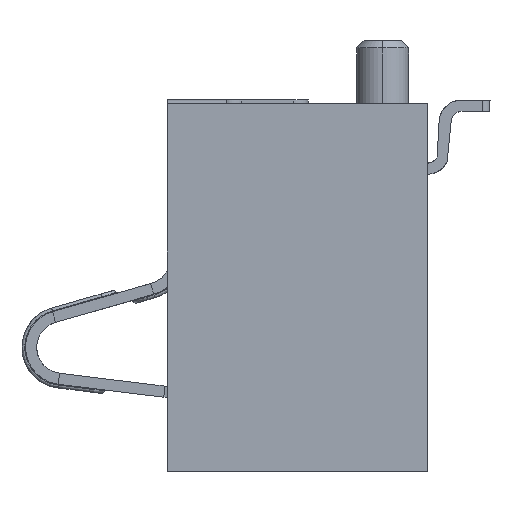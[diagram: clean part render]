
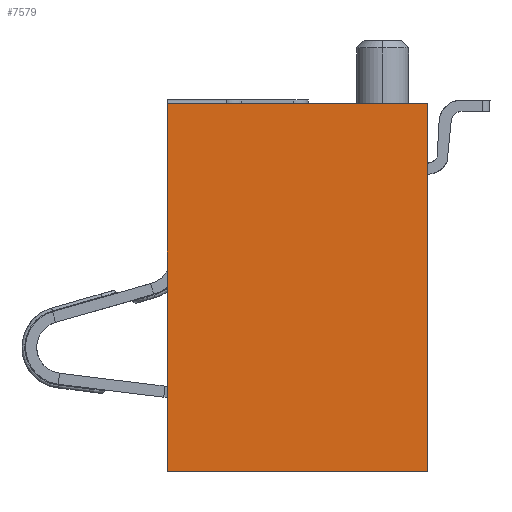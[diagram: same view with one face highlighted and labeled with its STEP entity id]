
A CAD part, left-side view. The second image highlights one B-rep face of the part: STEP entity #7579.
In plain terms, the highlighted free-form (B-spline) face has degree [1, 1] with [2, 2] control points.
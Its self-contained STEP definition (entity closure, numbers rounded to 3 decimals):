
#7579 = ADVANCED_FACE('',(#7580),#7594,.T.);
#7580 = FACE_BOUND('',#7581,.T.);
#7581 = EDGE_LOOP('',(#7582,#7604,#7619,#7634));
#7582 = ORIENTED_EDGE('',*,*,#7583,.T.);
#7583 = EDGE_CURVE('',#7584,#7586,#7588,.T.);
#7584 = VERTEX_POINT('',#7585);
#7585 = CARTESIAN_POINT('',(-4.5,43.619,-44.424));
#7586 = VERTEX_POINT('',#7587);
#7587 = CARTESIAN_POINT('',(-4.5,47.119,-44.424));
#7588 = SURFACE_CURVE('',#7589,(#7593),.PCURVE_S1.);
#7589 = LINE('',#7590,#7591);
#7590 = CARTESIAN_POINT('',(-4.5,43.619,-44.424));
#7591 = VECTOR('',#7592,1.);
#7592 = DIRECTION('',(0.,1.,0.));
#7593 = PCURVE('',#7594,#7599);
#7594 = B_SPLINE_SURFACE_WITH_KNOTS('',1,1,(
    (#7595,#7596)
    ,(#7597,#7598
    )),.UNSPECIFIED.,.F.,.F.,.F.,(2,2),(2,2),(0.,1.),(0.,1.),
  .PIECEWISE_BEZIER_KNOTS.);
#7595 = CARTESIAN_POINT('',(-4.5,47.119,-44.424));
#7596 = CARTESIAN_POINT('',(-4.5,43.619,-44.424));
#7597 = CARTESIAN_POINT('',(-4.5,47.119,-39.474));
#7598 = CARTESIAN_POINT('',(-4.5,43.619,-39.474));
#7599 = DEFINITIONAL_REPRESENTATION('',(#7600),#7603);
#7600 = B_SPLINE_CURVE_WITH_KNOTS('',1,(#7601,#7602),.UNSPECIFIED.,.F.,
  .F.,(2,2),(0.,3.5),.PIECEWISE_BEZIER_KNOTS.);
#7601 = CARTESIAN_POINT('',(0.,1.));
#7602 = CARTESIAN_POINT('',(0.,0.));
#7603 = ( GEOMETRIC_REPRESENTATION_CONTEXT(2) 
PARAMETRIC_REPRESENTATION_CONTEXT() REPRESENTATION_CONTEXT('2D SPACE',''
  ) );
#7604 = ORIENTED_EDGE('',*,*,#7605,.T.);
#7605 = EDGE_CURVE('',#7586,#7606,#7608,.T.);
#7606 = VERTEX_POINT('',#7607);
#7607 = CARTESIAN_POINT('',(-4.5,47.119,-39.474));
#7608 = SURFACE_CURVE('',#7609,(#7613),.PCURVE_S1.);
#7609 = LINE('',#7610,#7611);
#7610 = CARTESIAN_POINT('',(-4.5,47.119,-44.424));
#7611 = VECTOR('',#7612,1.);
#7612 = DIRECTION('',(0.,0.,1.));
#7613 = PCURVE('',#7594,#7614);
#7614 = DEFINITIONAL_REPRESENTATION('',(#7615),#7618);
#7615 = B_SPLINE_CURVE_WITH_KNOTS('',1,(#7616,#7617),.UNSPECIFIED.,.F.,
  .F.,(2,2),(0.,4.95),.PIECEWISE_BEZIER_KNOTS.);
#7616 = CARTESIAN_POINT('',(0.,0.));
#7617 = CARTESIAN_POINT('',(1.,0.));
#7618 = ( GEOMETRIC_REPRESENTATION_CONTEXT(2) 
PARAMETRIC_REPRESENTATION_CONTEXT() REPRESENTATION_CONTEXT('2D SPACE',''
  ) );
#7619 = ORIENTED_EDGE('',*,*,#7620,.T.);
#7620 = EDGE_CURVE('',#7606,#7621,#7623,.T.);
#7621 = VERTEX_POINT('',#7622);
#7622 = CARTESIAN_POINT('',(-4.5,43.619,-39.474));
#7623 = SURFACE_CURVE('',#7624,(#7628),.PCURVE_S1.);
#7624 = LINE('',#7625,#7626);
#7625 = CARTESIAN_POINT('',(-4.5,47.119,-39.474));
#7626 = VECTOR('',#7627,1.);
#7627 = DIRECTION('',(0.,-1.,0.));
#7628 = PCURVE('',#7594,#7629);
#7629 = DEFINITIONAL_REPRESENTATION('',(#7630),#7633);
#7630 = B_SPLINE_CURVE_WITH_KNOTS('',1,(#7631,#7632),.UNSPECIFIED.,.F.,
  .F.,(2,2),(0.,3.5),.PIECEWISE_BEZIER_KNOTS.);
#7631 = CARTESIAN_POINT('',(1.,0.));
#7632 = CARTESIAN_POINT('',(1.,1.));
#7633 = ( GEOMETRIC_REPRESENTATION_CONTEXT(2) 
PARAMETRIC_REPRESENTATION_CONTEXT() REPRESENTATION_CONTEXT('2D SPACE',''
  ) );
#7634 = ORIENTED_EDGE('',*,*,#7635,.T.);
#7635 = EDGE_CURVE('',#7621,#7584,#7636,.T.);
#7636 = SURFACE_CURVE('',#7637,(#7641),.PCURVE_S1.);
#7637 = LINE('',#7638,#7639);
#7638 = CARTESIAN_POINT('',(-4.5,43.619,-39.474));
#7639 = VECTOR('',#7640,1.);
#7640 = DIRECTION('',(0.,0.,-1.));
#7641 = PCURVE('',#7594,#7642);
#7642 = DEFINITIONAL_REPRESENTATION('',(#7643),#7646);
#7643 = B_SPLINE_CURVE_WITH_KNOTS('',1,(#7644,#7645),.UNSPECIFIED.,.F.,
  .F.,(2,2),(0.,4.95),.PIECEWISE_BEZIER_KNOTS.);
#7644 = CARTESIAN_POINT('',(1.,1.));
#7645 = CARTESIAN_POINT('',(0.,1.));
#7646 = ( GEOMETRIC_REPRESENTATION_CONTEXT(2) 
PARAMETRIC_REPRESENTATION_CONTEXT() REPRESENTATION_CONTEXT('2D SPACE',''
  ) );
